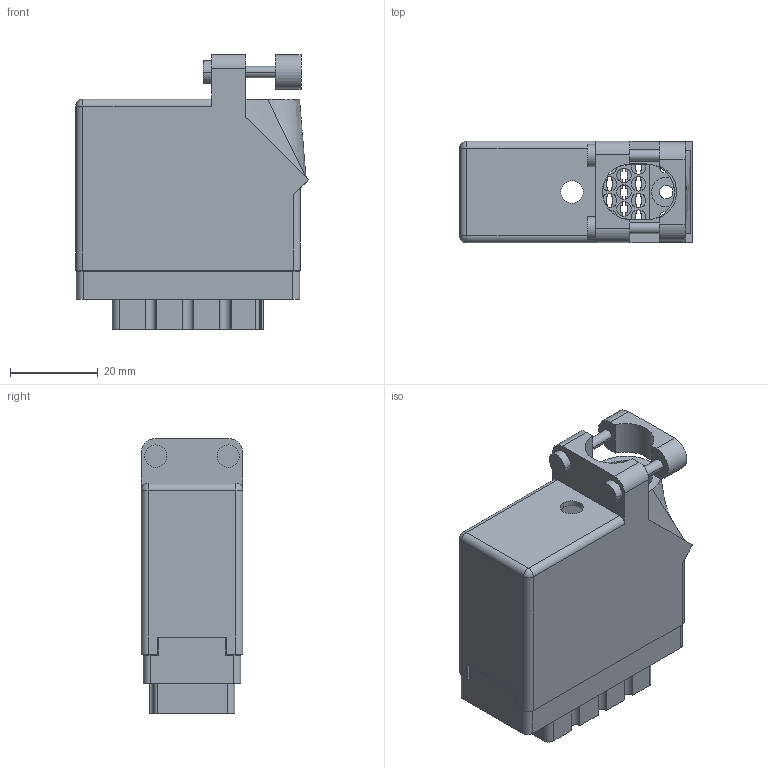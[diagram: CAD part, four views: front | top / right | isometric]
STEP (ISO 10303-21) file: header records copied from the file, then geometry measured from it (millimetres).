
FILE_DESCRIPTION (( 'STEP AP203' ), '1' );
FILE_NAME ('516-038-000-610.STEP', '2020-03-04T22:14:34', ( '' ), ( '' ), 'SwSTEP 2.0', 'SolidWorks 2016', '' );
FILE_SCHEMA (( 'CONFIG_CONTROL_DESIGN' ));
Length unit declared in the file: inch
Products named in the file (3): 516 Part Receptacle_038; 516-230-001_Plastic - 038 Top Entry; 516-038-000-610
Assembly tree (2 placements, depth 2):
  516-038-000-610
    516 Part Receptacle_038
    516-230-001_Plastic - 038 Top Entry
Bounding box: 52.85 x 23.11 x 62.51 mm (x, y, z)
Volume: 21225.3 mm3; surface area: 28535.5 mm2
Topology: 2 solids, 2 shells, 988 faces, 2884 edges, 1918 vertices
Faces by surface type: plane 674, cylinder 307, bspline 3, cone 2, sphere 2
Entity records: 33307 total; most frequent: CARTESIAN_POINT 5886, ORIENTED_EDGE 5764, DIRECTION 5624, EDGE_CURVE 2882, VECTOR 2112, LINE 2112, VERTEX_POINT 1918, AXIS2_PLACEMENT_3D 1756
